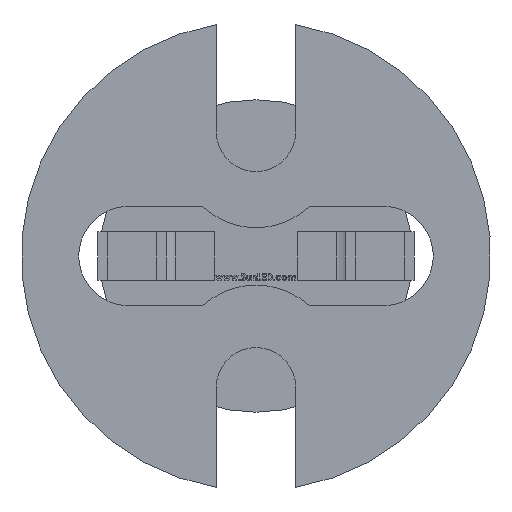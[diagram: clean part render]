
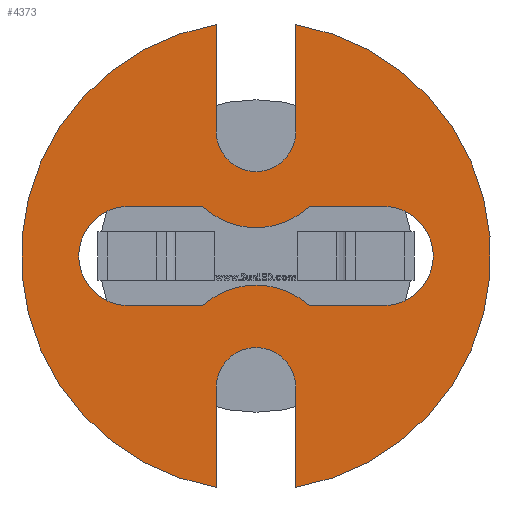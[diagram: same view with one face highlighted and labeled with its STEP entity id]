
A CAD part, front view. The second image highlights one B-rep face of the part: STEP entity #4373.
In plain terms, the highlighted planar face has unit normal (0, -1, 0).
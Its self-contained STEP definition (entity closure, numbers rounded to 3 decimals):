
#67=CIRCLE('',#4581,0.508);
#69=CIRCLE('',#4584,2.405);
#70=CIRCLE('',#4587,0.406);
#72=CIRCLE('',#4591,2.405);
#74=CIRCLE('',#4595,0.406);
#76=CIRCLE('',#4600,0.508);
#78=CIRCLE('',#4604,0.812);
#81=CIRCLE('',#4610,0.79);
#100=FACE_BOUND('',#646,.T.);
#395=FACE_OUTER_BOUND('',#645,.T.);
#645=EDGE_LOOP('',(#3966,#3967,#3968,#3969,#3970,#3971,#3972,#3973));
#646=EDGE_LOOP('',(#3974,#3975,#3976,#3977,#3978,#3979,#3980,#3981));
#1218=LINE('',#10514,#1685);
#1222=LINE('',#10526,#1689);
#1226=LINE('',#10538,#1693);
#1230=LINE('',#10549,#1697);
#1232=LINE('',#10554,#1699);
#1237=LINE('',#10568,#1704);
#1241=LINE('',#10579,#1708);
#1244=LINE('',#10587,#1711);
#1685=VECTOR('',#5399,1.099);
#1689=VECTOR('',#5411,1.099);
#1693=VECTOR('',#5423,1.027);
#1697=VECTOR('',#5435,1.027);
#1699=VECTOR('',#5439,0.762);
#1704=VECTOR('',#5452,0.762);
#1708=VECTOR('',#5464,0.762);
#1711=VECTOR('',#5473,0.762);
#2096=VERTEX_POINT('',#10496);
#2098=VERTEX_POINT('',#10500);
#2101=VERTEX_POINT('',#10507);
#2102=VERTEX_POINT('',#10509);
#2103=VERTEX_POINT('',#10513);
#2105=VERTEX_POINT('',#10519);
#2107=VERTEX_POINT('',#10525);
#2109=VERTEX_POINT('',#10531);
#2111=VERTEX_POINT('',#10537);
#2113=VERTEX_POINT('',#10543);
#2115=VERTEX_POINT('',#10552);
#2116=VERTEX_POINT('',#10553);
#2119=VERTEX_POINT('',#10561);
#2121=VERTEX_POINT('',#10567);
#2123=VERTEX_POINT('',#10573);
#2126=VERTEX_POINT('',#10586);
#2703=EDGE_CURVE('',#2096,#2098,#67,.T.);
#2706=EDGE_CURVE('',#2101,#2102,#69,.T.);
#2708=EDGE_CURVE('',#2103,#2102,#1218,.T.);
#2711=EDGE_CURVE('',#2105,#2103,#70,.T.);
#2714=EDGE_CURVE('',#2107,#2105,#1222,.T.);
#2717=EDGE_CURVE('',#2107,#2109,#72,.T.);
#2720=EDGE_CURVE('',#2111,#2109,#1226,.T.);
#2723=EDGE_CURVE('',#2113,#2111,#74,.T.);
#2726=EDGE_CURVE('',#2101,#2113,#1230,.T.);
#2728=EDGE_CURVE('',#2115,#2116,#1232,.T.);
#2733=EDGE_CURVE('',#2115,#2119,#76,.T.);
#2735=EDGE_CURVE('',#2121,#2119,#1237,.T.);
#2738=EDGE_CURVE('',#2123,#2121,#78,.T.);
#2741=EDGE_CURVE('',#2096,#2123,#1241,.T.);
#2745=EDGE_CURVE('',#2126,#2098,#1244,.T.);
#2746=EDGE_CURVE('',#2116,#2126,#81,.T.);
#3966=ORIENTED_EDGE('',*,*,#2706,.F.);
#3967=ORIENTED_EDGE('',*,*,#2726,.T.);
#3968=ORIENTED_EDGE('',*,*,#2723,.T.);
#3969=ORIENTED_EDGE('',*,*,#2720,.T.);
#3970=ORIENTED_EDGE('',*,*,#2717,.F.);
#3971=ORIENTED_EDGE('',*,*,#2714,.T.);
#3972=ORIENTED_EDGE('',*,*,#2711,.T.);
#3973=ORIENTED_EDGE('',*,*,#2708,.T.);
#3974=ORIENTED_EDGE('',*,*,#2745,.F.);
#3975=ORIENTED_EDGE('',*,*,#2746,.F.);
#3976=ORIENTED_EDGE('',*,*,#2728,.F.);
#3977=ORIENTED_EDGE('',*,*,#2733,.T.);
#3978=ORIENTED_EDGE('',*,*,#2735,.F.);
#3979=ORIENTED_EDGE('',*,*,#2738,.F.);
#3980=ORIENTED_EDGE('',*,*,#2741,.F.);
#3981=ORIENTED_EDGE('',*,*,#2703,.T.);
#4142=PLANE('',#4609);
#4373=ADVANCED_FACE('',(#395,#100),#4142,.F.);
#4581=AXIS2_PLACEMENT_3D('',#10502,#5387,#5388);
#4584=AXIS2_PLACEMENT_3D('',#10510,#5394,#5395);
#4587=AXIS2_PLACEMENT_3D('',#10520,#5404,#5405);
#4591=AXIS2_PLACEMENT_3D('',#10532,#5416,#5417);
#4595=AXIS2_PLACEMENT_3D('',#10544,#5428,#5429);
#4600=AXIS2_PLACEMENT_3D('',#10564,#5446,#5447);
#4604=AXIS2_PLACEMENT_3D('',#10574,#5457,#5458);
#4609=AXIS2_PLACEMENT_3D('',#10585,#5471,#5472);
#4610=AXIS2_PLACEMENT_3D('',#10588,#5474,#5475);
#5387=DIRECTION('center_axis',(0.,1.,0.));
#5388=DIRECTION('ref_axis',(1.,0.,0.));
#5394=DIRECTION('center_axis',(0.,1.,0.));
#5395=DIRECTION('ref_axis',(0.,0.,-1.));
#5399=DIRECTION('',(-1.,0.,0.));
#5404=DIRECTION('center_axis',(0.,1.,0.));
#5405=DIRECTION('ref_axis',(0.,0.,
1.));
#5411=DIRECTION('',(1.,0.,0.));
#5416=DIRECTION('center_axis',(0.,1.,0.));
#5417=DIRECTION('ref_axis',(-0.986,0.,0.169));
#5423=DIRECTION('',(1.,0.,0.));
#5428=DIRECTION('center_axis',(0.,1.,0.));
#5429=DIRECTION('ref_axis',(0.,0.,-1.));
#5435=DIRECTION('',(-1.,0.,0.));
#5439=DIRECTION('',(0.,0.,-1.));
#5446=DIRECTION('center_axis',(0.,1.,0.));
#5447=DIRECTION('ref_axis',(-1.,0.,0.));
#5452=DIRECTION('',(0.,0.,1.));
#5457=DIRECTION('center_axis',(0.,1.,0.));
#5458=DIRECTION('ref_axis',(-0.74,0.,-0.673));
#5464=DIRECTION('',(0.,0.,1.));
#5471=DIRECTION('center_axis',(0.,1.,0.));
#5472=DIRECTION('ref_axis',(0.,0.,1.));
#5473=DIRECTION('',(0.,0.,-1.));
#5474=DIRECTION('center_axis',(0.,1.,0.));
#5475=DIRECTION('ref_axis',(0.723,0.,0.691));
#10496=CARTESIAN_POINT('',(0.508,0.,-1.308));
#10500=CARTESIAN_POINT('',(-0.508,0.,-1.308));
#10502=CARTESIAN_POINT('Origin',(0.,0.,-1.308));
#10507=CARTESIAN_POINT('',(2.371,0.,-0.406));
#10509=CARTESIAN_POINT('',(-2.371,0.,-0.406));
#10510=CARTESIAN_POINT('Origin',(0.,0.,0.));
#10513=CARTESIAN_POINT('',(-1.271,0.,-0.406));
#10514=CARTESIAN_POINT('',(-1.271,0.,-0.406));
#10519=CARTESIAN_POINT('',(-1.271,0.,0.406));
#10520=CARTESIAN_POINT('Origin',(-1.271,0.,
0.));
#10525=CARTESIAN_POINT('',(-2.371,0.,0.406));
#10526=CARTESIAN_POINT('',(-2.371,0.,0.406));
#10531=CARTESIAN_POINT('',(2.371,0.,0.406));
#10532=CARTESIAN_POINT('Origin',(0.,0.,0.));
#10537=CARTESIAN_POINT('',(1.344,0.,0.406));
#10538=CARTESIAN_POINT('',(1.344,0.,0.406));
#10543=CARTESIAN_POINT('',(1.344,0.,-0.406));
#10544=CARTESIAN_POINT('Origin',(1.344,0.,
0.));
#10549=CARTESIAN_POINT('',(2.371,0.,-0.406));
#10552=CARTESIAN_POINT('',(-0.508,0.,1.308));
#10553=CARTESIAN_POINT('',(-0.508,0.,0.546));
#10554=CARTESIAN_POINT('',(-0.508,0.,1.308));
#10561=CARTESIAN_POINT('',(0.508,0.,1.308));
#10564=CARTESIAN_POINT('Origin',(0.,0.,1.308));
#10567=CARTESIAN_POINT('',(0.508,0.,0.546));
#10568=CARTESIAN_POINT('',(0.508,0.,0.546));
#10573=CARTESIAN_POINT('',(0.508,0.,-0.546));
#10574=CARTESIAN_POINT('Origin',(1.109,0.,
0.));
#10579=CARTESIAN_POINT('',(0.508,0.,-1.308));
#10585=CARTESIAN_POINT('Origin',(-2.399,0.,0.));
#10586=CARTESIAN_POINT('',(-0.508,0.,-0.546));
#10587=CARTESIAN_POINT('',(-0.508,0.,-0.546));
#10588=CARTESIAN_POINT('Origin',(-1.079,0.,
0.));
